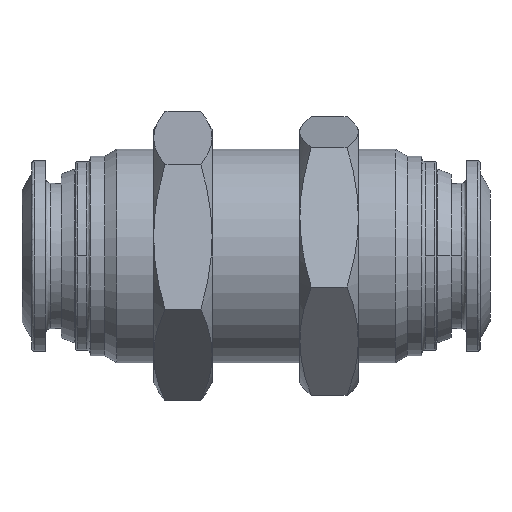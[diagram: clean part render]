
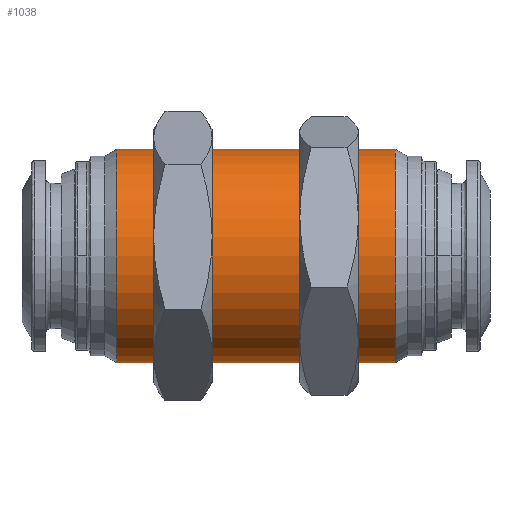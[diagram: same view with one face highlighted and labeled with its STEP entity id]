
A CAD part, left-side view. The second image highlights one B-rep face of the part: STEP entity #1038.
In plain terms, the highlighted cylindrical face has radius 10.95 mm (diameter 21.9 mm), a partial arc.
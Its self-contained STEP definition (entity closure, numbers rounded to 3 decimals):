
#136 = EDGE_CURVE ( 'NONE', #3829, #2943, #1022, .T. ) ;
#616 = ORIENTED_EDGE ( 'NONE', *, *, #3239, .T. ) ;
#1022 = CIRCLE ( 'NONE', #3218, 10.95 ) ;
#1038 = ADVANCED_FACE ( 'NONE', ( #3589 ), #5879, .T. ) ;
#1363 = DIRECTION ( 'NONE',  ( 0., 0., -1. ) ) ;
#1407 = CARTESIAN_POINT ( 'NONE',  ( -21.922, 71.695, -35.797 ) ) ;
#1443 = DIRECTION ( 'NONE',  ( 0., -1., 0. ) ) ;
#1480 = CARTESIAN_POINT ( 'NONE',  ( -21.922, 71.695, -24.847 ) ) ;
#1519 = CARTESIAN_POINT ( 'NONE',  ( -21.922, 43.12, -13.897 ) ) ;
#1786 = VERTEX_POINT ( 'NONE', #2332 ) ;
#1830 = AXIS2_PLACEMENT_3D ( 'NONE', #2810, #2831, #2529 ) ;
#1908 = ORIENTED_EDGE ( 'NONE', *, *, #2425, .T. ) ;
#2089 = VERTEX_POINT ( 'NONE', #1519 ) ;
#2235 = DIRECTION ( 'NONE',  ( 0., 1., 0. ) ) ;
#2332 = CARTESIAN_POINT ( 'NONE',  ( -21.922, 43.12, -35.797 ) ) ;
#2425 = EDGE_CURVE ( 'NONE', #3829, #1786, #5589, .T. ) ;
#2529 = DIRECTION ( 'NONE',  ( 0., 0., -1. ) ) ;
#2810 = CARTESIAN_POINT ( 'NONE',  ( -21.922, 71.695, -24.847 ) ) ;
#2831 = DIRECTION ( 'NONE',  ( 0., -1., 0. ) ) ;
#2943 = VERTEX_POINT ( 'NONE', #5854 ) ;
#2970 = CARTESIAN_POINT ( 'NONE',  ( -21.922, 71.695, -13.897 ) ) ;
#3030 = DIRECTION ( 'NONE',  ( 0., -1., 0. ) ) ;
#3189 = AXIS2_PLACEMENT_3D ( 'NONE', #3634, #3619, #3607 ) ;
#3218 = AXIS2_PLACEMENT_3D ( 'NONE', #1480, #2235, #1363 ) ;
#3239 = EDGE_CURVE ( 'NONE', #1786, #2089, #3419, .T. ) ;
#3370 = EDGE_CURVE ( 'NONE', #2943, #2089, #4085, .T. ) ;
#3419 = CIRCLE ( 'NONE', #3189, 10.95 ) ;
#3589 = FACE_OUTER_BOUND ( 'NONE', #5325, .T. ) ;
#3607 = DIRECTION ( 'NONE',  ( 0., 0., 1. ) ) ;
#3619 = DIRECTION ( 'NONE',  ( 0., 1., 0. ) ) ;
#3634 = CARTESIAN_POINT ( 'NONE',  ( -21.922, 43.12, -24.847 ) ) ;
#3739 = CARTESIAN_POINT ( 'NONE',  ( -21.922, 71.695, -35.797 ) ) ;
#3829 = VERTEX_POINT ( 'NONE', #3739 ) ;
#3950 = VECTOR ( 'NONE', #3030, 1000. ) ;
#4085 = LINE ( 'NONE', #2970, #3950 ) ;
#4359 = VECTOR ( 'NONE', #1443, 1000. ) ;
#4519 = ORIENTED_EDGE ( 'NONE', *, *, #136, .F. ) ;
#4821 = ORIENTED_EDGE ( 'NONE', *, *, #3370, .F. ) ;
#5325 = EDGE_LOOP ( 'NONE', ( #4821, #4519, #1908, #616 ) ) ;
#5589 = LINE ( 'NONE', #1407, #4359 ) ;
#5854 = CARTESIAN_POINT ( 'NONE',  ( -21.922, 71.695, -13.897 ) ) ;
#5879 = CYLINDRICAL_SURFACE ( 'NONE', #1830, 10.95 ) ;
